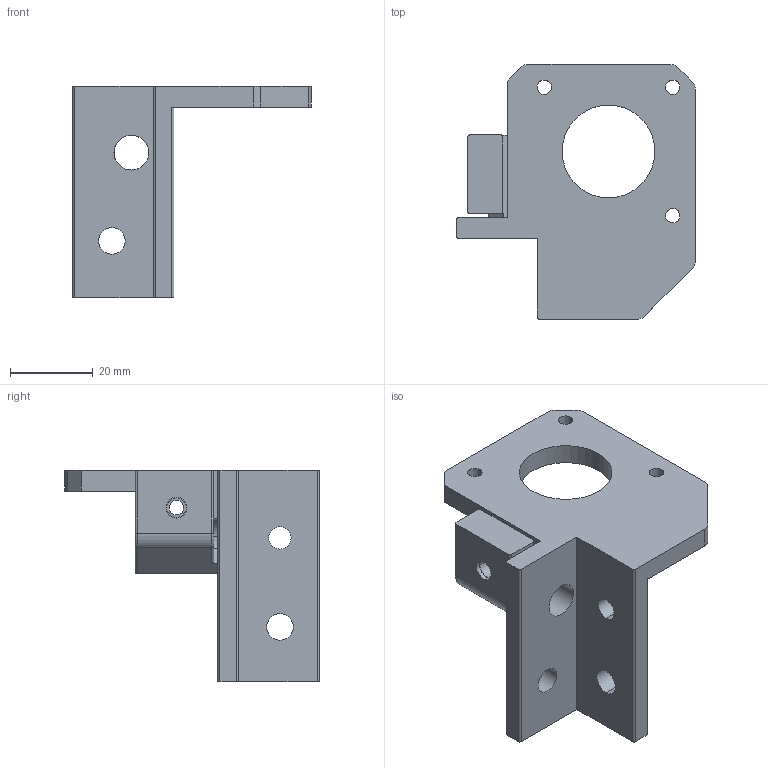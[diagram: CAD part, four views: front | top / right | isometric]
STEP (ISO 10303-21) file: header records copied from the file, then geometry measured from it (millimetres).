
FILE_DESCRIPTION((''),'2;1');
FILE_NAME('XY_STEPPER_MOUNT_RIGHT_R00','2023-02-15T17:17:44',('matteo.grassi'),(''),'CREO PARAMETRIC BY PTC INC, 2018020','CREO PARAMETRIC BY PTC INC, 2018020','');
FILE_SCHEMA(('AUTOMOTIVE_DESIGN { 1 0 10303 214 1 1 1 1 }'));
Length unit declared in the file: millimetre
Products named in the file (1): XY_STEPPER_MOUNT_RIGHT_R00
Bounding box: 57.7 x 61.5 x 51 mm (x, y, z)
Volume: 27030.8 mm3; surface area: 13074.6 mm2
Topology: 1 solids, 1 shells, 82 faces, 225 edges, 148 vertices
Faces by surface type: cylinder 51, plane 28, torus 3
Entity records: 3554 total; most frequent: CARTESIAN_POINT 506, DIRECTION 481, ORIENTED_EDGE 450, PRESENTATION_STYLE_ASSIGNMENT 226, STYLED_ITEM 226, CURVE_STYLE 225, EDGE_CURVE 225, AXIS2_PLACEMENT_3D 182
